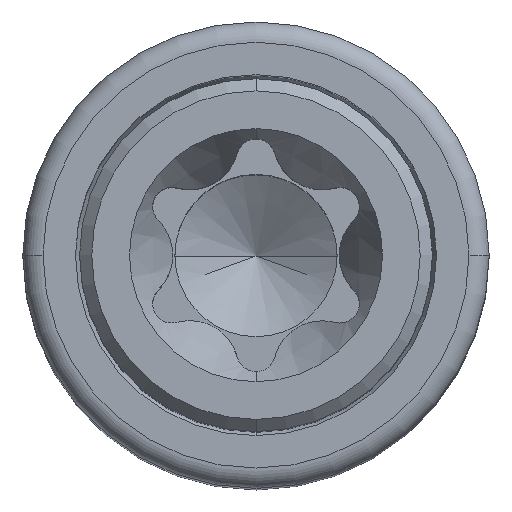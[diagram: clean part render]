
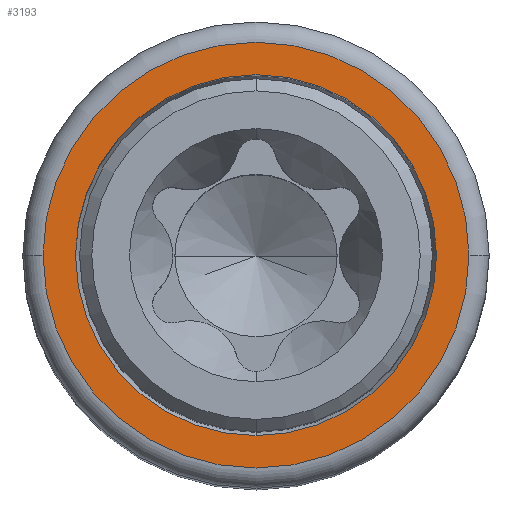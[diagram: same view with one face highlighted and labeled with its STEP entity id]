
A CAD part, top view. The second image highlights one B-rep face of the part: STEP entity #3193.
In plain terms, the highlighted face is planar.
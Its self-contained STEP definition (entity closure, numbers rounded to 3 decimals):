
#2757=CARTESIAN_POINT('',(0.,0.,-0.3));
#2758=DIRECTION('',(0.,0.,1.));
#2759=DIRECTION('',(1.,0.,0.));
#2760=AXIS2_PLACEMENT_3D('',#2757,#2758,#2759);
#2766=CARTESIAN_POINT('',(0.,0.,-0.3));
#2767=DIRECTION('',(0.,0.,1.));
#2768=DIRECTION('',(-1.,0.,0.));
#2769=AXIS2_PLACEMENT_3D('',#2766,#2767,#2768);
#2774=CARTESIAN_POINT('',(0.,0.,-0.3));
#2775=DIRECTION('',(0.,0.,-1.));
#2776=DIRECTION('',(-1.,0.,0.));
#2777=AXIS2_PLACEMENT_3D('',#2774,#2775,#2776);
#2782=CARTESIAN_POINT('',(0.,0.,-0.3));
#2783=DIRECTION('',(0.,0.,-1.));
#2784=DIRECTION('',(1.,0.,0.));
#2785=AXIS2_PLACEMENT_3D('',#2782,#2783,#2784);
#3116=CARTESIAN_POINT('',(4.45,0.,-0.3));
#3117=CARTESIAN_POINT('',(-4.45,0.,-0.3));
#3118=VERTEX_POINT('',#3116);
#3119=VERTEX_POINT('',#3117);
#3120=CARTESIAN_POINT('',(-5.25,0.,-0.3));
#3121=CARTESIAN_POINT('',(5.25,0.,-0.3));
#3122=VERTEX_POINT('',#3120);
#3123=VERTEX_POINT('',#3121);
#3176=CARTESIAN_POINT('',(0.,0.,-0.3));
#3177=DIRECTION('',(0.,0.,1.));
#3178=DIRECTION('',(1.,0.,0.));
#3179=AXIS2_PLACEMENT_3D('',#3176,#3177,#3178);
#3180=PLANE('',#3179);
#3182=ORIENTED_EDGE('',*,*,#3181,.F.);
#3184=ORIENTED_EDGE('',*,*,#3183,.F.);
#3185=EDGE_LOOP('',(#3182,#3184));
#3186=FACE_OUTER_BOUND('',#3185,.F.);
#3188=ORIENTED_EDGE('',*,*,#3187,.F.);
#3190=ORIENTED_EDGE('',*,*,#3189,.F.);
#3191=EDGE_LOOP('',(#3188,#3190));
#3192=FACE_BOUND('',#3191,.F.);
#3193=ADVANCED_FACE('',(#3186,#3192),#3180,.F.);
#2761=CIRCLE('',#2760,4.45);
#2770=CIRCLE('',#2769,4.45);
#2778=CIRCLE('',#2777,5.25);
#2786=CIRCLE('',#2785,5.25);
#3181=EDGE_CURVE('',#3122,#3123,#2778,.T.);
#3183=EDGE_CURVE('',#3123,#3122,#2786,.T.);
#3187=EDGE_CURVE('',#3118,#3119,#2761,.T.);
#3189=EDGE_CURVE('',#3119,#3118,#2770,.T.);
